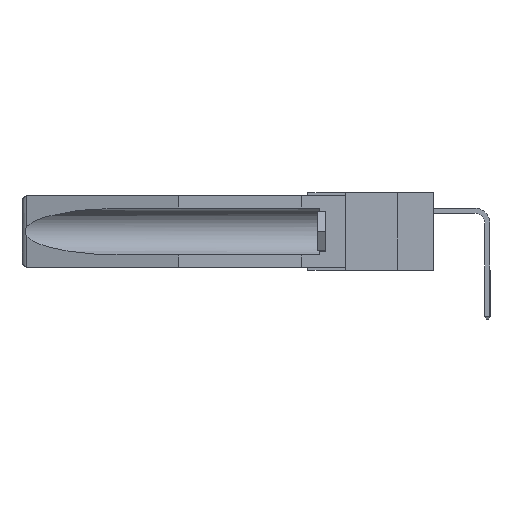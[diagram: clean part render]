
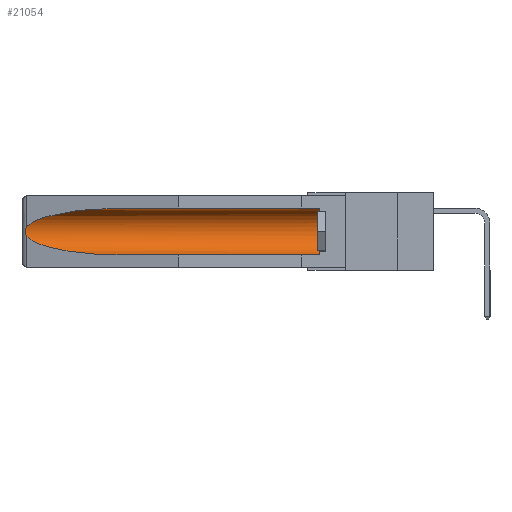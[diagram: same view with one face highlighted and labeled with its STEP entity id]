
A CAD part, left-side view. The second image highlights one B-rep face of the part: STEP entity #21054.
In plain terms, the highlighted cylindrical face has radius 2.857 mm (diameter 5.715 mm), a partial arc.
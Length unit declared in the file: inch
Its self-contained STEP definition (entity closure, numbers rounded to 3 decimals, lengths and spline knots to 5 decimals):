
#474 =( BOUNDED_CURVE ( )  B_SPLINE_CURVE ( 3, ( #11908, #3170, #3087, #2934 ),
 .UNSPECIFIED., .F., .T. ) 
 B_SPLINE_CURVE_WITH_KNOTS ( ( 4, 4 ),
 ( 0.1948, 1.5708 ),
 .UNSPECIFIED. ) 
 CURVE ( )  GEOMETRIC_REPRESENTATION_ITEM ( )  RATIONAL_B_SPLINE_CURVE ( ( 1., 0.848, 0.848, 1. ) ) 
 REPRESENTATION_ITEM ( '' )  );
#504 = AXIS2_PLACEMENT_3D ( 'NONE', #18615, #11265, #5907 ) ;
#934 = DIRECTION ( 'NONE',  ( 0., -1., 0. ) ) ;
#961 = VERTEX_POINT ( 'NONE', #19170 ) ;
#1911 = B_SPLINE_CURVE_WITH_KNOTS ( 'NONE', 3,
 ( #7439, #18318, #9307, #21782, #10939, #16475, #18389, #3940, #20101, #12996 ),
 .UNSPECIFIED., .F., .F.,
 ( 4, 2, 2, 2, 4 ),
 ( 0., 0.00029, 0.00058, 0.00087, 0.00117 ),
 .UNSPECIFIED. ) ;
#2934 = CARTESIAN_POINT ( 'NONE',  ( 0.155, 1.07973, -0.284 ) ) ;
#3087 = CARTESIAN_POINT ( 'NONE',  ( 0.21114, 1.30732, -0.284 ) ) ;
#3170 = CARTESIAN_POINT ( 'NONE',  ( 0.25451, 1.48313, -0.24835 ) ) ;
#3551 = ORIENTED_EDGE ( 'NONE', *, *, #9738, .T. ) ;
#3929 = EDGE_LOOP ( 'NONE', ( #20812, #10322, #17851, #22954, #3551, #19264 ) ) ;
#3940 = CARTESIAN_POINT ( 'NONE',  ( 0.26655, 1.53094, -0.18657 ) ) ;
#4537 = EDGE_CURVE ( 'NONE', #21682, #961, #1911, .T. ) ;
#4783 = CARTESIAN_POINT ( 'NONE',  ( 0.26537, 1.52718, -0.14972 ) ) ;
#5038 = VERTEX_POINT ( 'NONE', #14092 ) ;
#5907 = DIRECTION ( 'NONE',  ( 0., 0., 1. ) ) ;
#6340 = VERTEX_POINT ( 'NONE', #11224 ) ;
#7439 = CARTESIAN_POINT ( 'NONE',  ( 0.26537, 1.52718, -0.14972 ) ) ;
#7994 = EDGE_CURVE ( 'NONE', #5038, #21682, #19054, .T. ) ;
#9043 = CARTESIAN_POINT ( 'NONE',  ( 0.155, -0.30754, -0.284 ) ) ;
#9307 = CARTESIAN_POINT ( 'NONE',  ( 0.26654, 1.53092, -0.15636 ) ) ;
#9407 = CARTESIAN_POINT ( 'NONE',  ( 0.155, 0.126, -0.059 ) ) ;
#9453 = EDGE_CURVE ( 'NONE', #18617, #5038, #11077, .T. ) ;
#9738 = EDGE_CURVE ( 'NONE', #16883, #18617, #21249, .T. ) ;
#10029 = CARTESIAN_POINT ( 'NONE',  ( 0.26537, 1.52718, -0.14972 ) ) ;
#10069 = CARTESIAN_POINT ( 'NONE',  ( 0.25451, 1.48313, -0.09465 ) ) ;
#10322 = ORIENTED_EDGE ( 'NONE', *, *, #4537, .T. ) ;
#10939 = CARTESIAN_POINT ( 'NONE',  ( 0.2675, 1.53308, -0.16763 ) ) ;
#11068 = CYLINDRICAL_SURFACE ( 'NONE', #504, 0.1125 ) ;
#11077 = LINE ( 'NONE', #13815, #11936 ) ;
#11224 = CARTESIAN_POINT ( 'NONE',  ( 0.155, 1.07973, -0.284 ) ) ;
#11265 = DIRECTION ( 'NONE',  ( 0., 1., 0. ) ) ;
#11908 = CARTESIAN_POINT ( 'NONE',  ( 0.26537, 1.52718, -0.19328 ) ) ;
#11936 = VECTOR ( 'NONE', #15341, 39.37008 ) ;
#11957 = CARTESIAN_POINT ( 'NONE',  ( 0.21114, 1.30732, -0.059 ) ) ;
#11972 = VECTOR ( 'NONE', #14467, 39.37008 ) ;
#12996 = CARTESIAN_POINT ( 'NONE',  ( 0.26537, 1.52718, -0.19328 ) ) ;
#13272 = CARTESIAN_POINT ( 'NONE',  ( 0.155, 0.126, -0.284 ) ) ;
#13815 = CARTESIAN_POINT ( 'NONE',  ( 0.155, -0.30754, -0.059 ) ) ;
#14092 = CARTESIAN_POINT ( 'NONE',  ( 0.155, 1.07973, -0.059 ) ) ;
#14418 = FACE_OUTER_BOUND ( 'NONE', #3929, .T. ) ;
#14467 = DIRECTION ( 'NONE',  ( 0., 1., 0. ) ) ;
#15341 = DIRECTION ( 'NONE',  ( 0., 1., 0. ) ) ;
#16475 = CARTESIAN_POINT ( 'NONE',  ( 0.2675, 1.53308, -0.17534 ) ) ;
#16883 = VERTEX_POINT ( 'NONE', #13272 ) ;
#16935 = CARTESIAN_POINT ( 'NONE',  ( 0.155, 0.126, -0.1715 ) ) ;
#17584 = CARTESIAN_POINT ( 'NONE',  ( 0.155, 1.07973, -0.059 ) ) ;
#17851 = ORIENTED_EDGE ( 'NONE', *, *, #20287, .T. ) ;
#18318 = CARTESIAN_POINT ( 'NONE',  ( 0.26597, 1.52961, -0.15275 ) ) ;
#18389 = CARTESIAN_POINT ( 'NONE',  ( 0.2673, 1.53269, -0.17917 ) ) ;
#18615 = CARTESIAN_POINT ( 'NONE',  ( 0.155, -0.30754, -0.1715 ) ) ;
#18617 = VERTEX_POINT ( 'NONE', #9407 ) ;
#18911 = DIRECTION ( 'NONE',  ( 0., 0., 1. ) ) ;
#19054 =( BOUNDED_CURVE ( )  B_SPLINE_CURVE ( 3, ( #17584, #11957, #10069, #4783 ),
 .UNSPECIFIED., .F., .F. ) 
 B_SPLINE_CURVE_WITH_KNOTS ( ( 4, 4 ),
 ( 4.71239, 6.08839 ),
 .UNSPECIFIED. ) 
 CURVE ( )  GEOMETRIC_REPRESENTATION_ITEM ( )  RATIONAL_B_SPLINE_CURVE ( ( 1., 0.848, 0.848, 1. ) ) 
 REPRESENTATION_ITEM ( '' )  );
#19148 = EDGE_CURVE ( 'NONE', #16883, #6340, #20443, .T. ) ;
#19170 = CARTESIAN_POINT ( 'NONE',  ( 0.26537, 1.52718, -0.19328 ) ) ;
#19264 = ORIENTED_EDGE ( 'NONE', *, *, #9453, .T. ) ;
#20101 = CARTESIAN_POINT ( 'NONE',  ( 0.26597, 1.5296, -0.19026 ) ) ;
#20287 = EDGE_CURVE ( 'NONE', #961, #6340, #474, .T. ) ;
#20443 = LINE ( 'NONE', #9043, #11972 ) ;
#20812 = ORIENTED_EDGE ( 'NONE', *, *, #7994, .T. ) ;
#21054 = ADVANCED_FACE ( 'NONE', ( #14418 ), #11068, .F. ) ;
#21249 = CIRCLE ( 'NONE', #21257, 0.1125 ) ;
#21257 = AXIS2_PLACEMENT_3D ( 'NONE', #16935, #934, #18911 ) ;
#21682 = VERTEX_POINT ( 'NONE', #10029 ) ;
#21782 = CARTESIAN_POINT ( 'NONE',  ( 0.2673, 1.5327, -0.16383 ) ) ;
#22954 = ORIENTED_EDGE ( 'NONE', *, *, #19148, .F. ) ;
